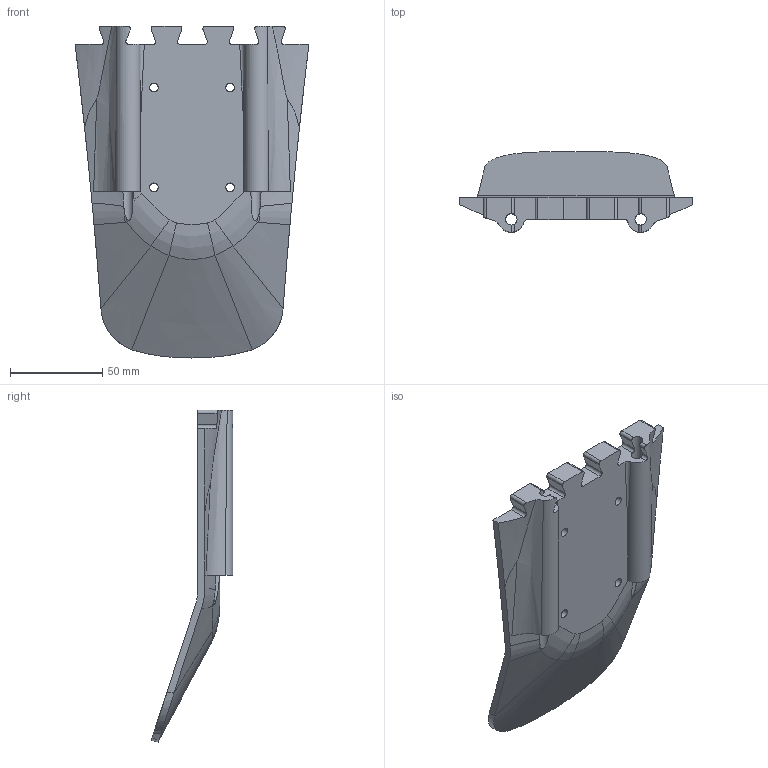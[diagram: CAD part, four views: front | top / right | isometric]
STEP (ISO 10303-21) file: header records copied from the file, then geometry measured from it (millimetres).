
FILE_DESCRIPTION(/* description */ (''),/* implementation_level */ '2;1');
FILE_NAME(/* name */ 'tail.stp',/* time_stamp */ '2024-07-18T17:44:34-07:00',/* author */ ('devan'),/* organization */ (''),/* preprocessor_version */ 'ST-DEVELOPER v20',/* originating_system */ 'Autodesk Inventor 2024',/* authorisation */ '');
FILE_SCHEMA (('AUTOMOTIVE_DESIGN { 1 0 10303 214 3 1 1 }'));
Length unit declared in the file: millimetre
Products named in the file (1): Part1
Bounding box: 126.45 x 43.96 x 179.57 mm (x, y, z)
Volume: 196674.8 mm3; surface area: 48269 mm2
Topology: 1 solids, 1 shells, 90 faces, 266 edges, 172 vertices
Faces by surface type: cylinder 35, plane 25, bspline 24, cone 4, sphere 2
Full cylindrical faces by diameter (mm): 4.763 x4, 6.25 x2
Entity records: 4439 total; most frequent: CARTESIAN_POINT 2144, ORIENTED_EDGE 528, DIRECTION 399, EDGE_CURVE 264, VERTEX_POINT 172, AXIS2_PLACEMENT_3D 154, EDGE_LOOP 98, LINE 91
